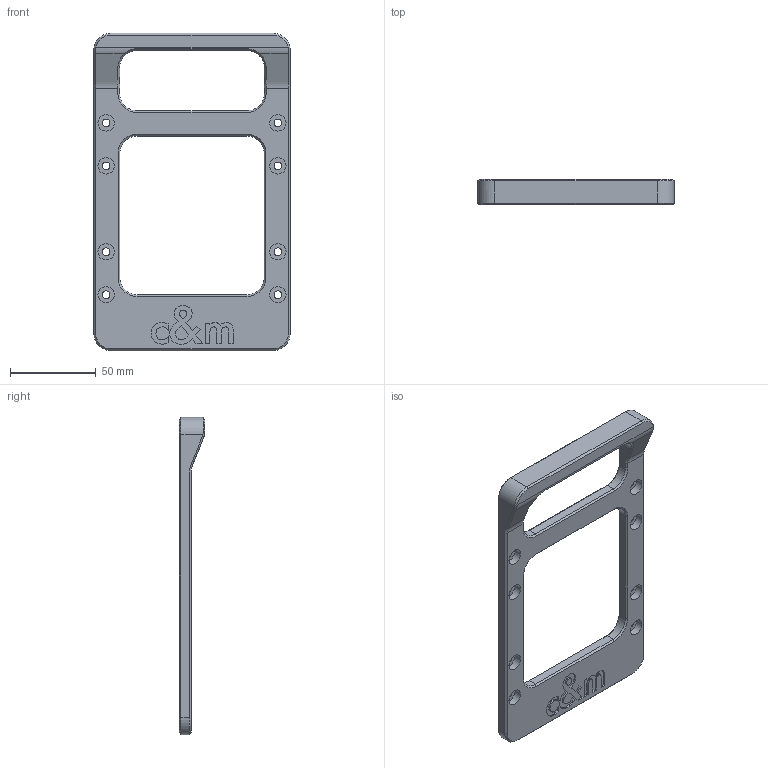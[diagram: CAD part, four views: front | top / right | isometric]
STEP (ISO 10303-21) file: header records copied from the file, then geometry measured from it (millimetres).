
FILE_DESCRIPTION(/* description */ (''),/* implementation_level */ '2;1');
FILE_NAME(/* name */ 'VESA Monitor Handle v6.step',/* time_stamp */ '2024-05-03T01:42:23-07:00',/* author */ (''),/* organization */ (''),/* preprocessor_version */ 'ST-DEVELOPER v20',/* originating_system */ 'Autodesk Translation Framework v12.20.1.177',/* authorisation */ '');
FILE_SCHEMA (('AUTOMOTIVE_DESIGN { 1 0 10303 214 3 1 1 }'));
Length unit declared in the file: millimetre
Products named in the file (1): VESA Monitor Handle
Bounding box: 114.3 x 15 x 184.7 mm (x, y, z)
Volume: 80529.1 mm3; surface area: 30952.1 mm2
Topology: 1 solids, 1 shells, 206 faces, 514 edges, 322 vertices
Faces by surface type: plane 81, bspline 66, cylinder 31, cone 28
Full cylindrical faces by diameter (mm): 4.5 x8, 9.5 x8
Entity records: 6823 total; most frequent: CARTESIAN_POINT 2245, ORIENTED_EDGE 1028, DIRECTION 752, EDGE_CURVE 514, VERTEX_POINT 322, LINE 294, VECTOR 294, EDGE_LOOP 238
